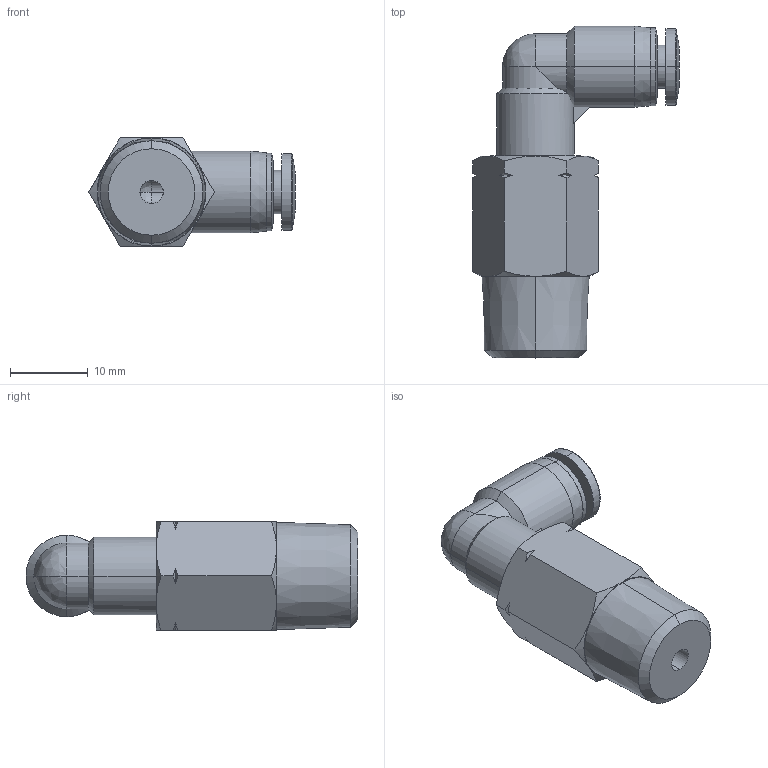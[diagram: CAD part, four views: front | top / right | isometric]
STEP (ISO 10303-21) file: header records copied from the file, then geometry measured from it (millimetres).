
FILE_DESCRIPTION (( 'STEP AP214' ), '1' );
FILE_NAME ('MEL532-14N.step', '2016-02-24T20:42:51', ( '' ), ( '' ), 'SwSTEP 2.0', 'SolidWorks 2015', '' );
FILE_SCHEMA (( 'AUTOMOTIVE_DESIGN' ));
Length unit declared in the file: inch
Products named in the file (1): MEL532-14N
Bounding box: 26.58 x 42.75 x 14 mm (x, y, z)
Volume: 5757 mm3; surface area: 3040.3 mm2
Topology: 1 solids, 1 shells, 85 faces, 202 edges, 120 vertices
Faces by surface type: cone 40, cylinder 21, plane 16, bspline 8
Entity records: 3755 total; most frequent: CARTESIAN_POINT 767, ORIENTED_EDGE 396, DIRECTION 375, EDGE_CURVE 198, AXIS2_PLACEMENT_3D 162, VERTEX_POINT 120, EDGE_LOOP 92, DIMENSIONAL_EXPONENTS 88
